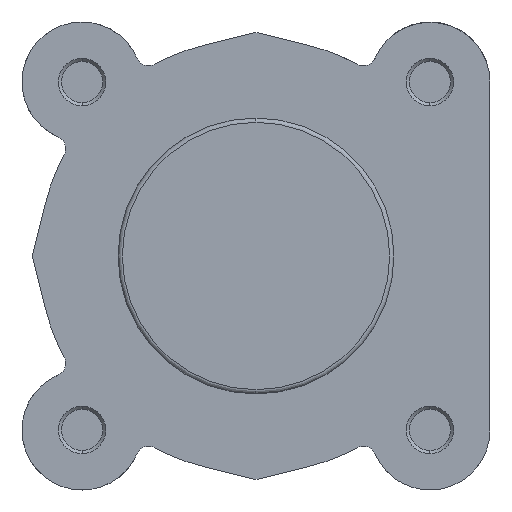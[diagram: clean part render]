
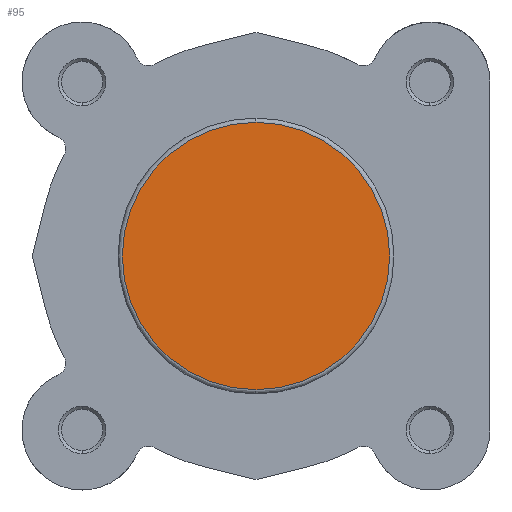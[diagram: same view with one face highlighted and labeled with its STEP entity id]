
A CAD part, left-side view. The second image highlights one B-rep face of the part: STEP entity #95.
In plain terms, the highlighted planar face has unit normal (-1, 0, 0).
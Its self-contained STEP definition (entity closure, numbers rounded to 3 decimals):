
#95 = ADVANCED_FACE ( 'NONE', ( #2663 ), #3661, .F. ) ;
#892 = CIRCLE ( 'NONE', #6295, 21.7 ) ;
#1079 = CIRCLE ( 'NONE', #7252, 21.7 ) ;
#2208 = EDGE_LOOP ( 'NONE', ( #2395, #2394 ) ) ;
#2394 = ORIENTED_EDGE ( 'NONE', *, *, #5623, .T. ) ;
#2395 = ORIENTED_EDGE ( 'NONE', *, *, #5749, .T. ) ;
#2663 = FACE_OUTER_BOUND ( 'NONE', #2208, .T. ) ;
#2958 = VERTEX_POINT ( 'NONE', #4104 ) ;
#2959 = VERTEX_POINT ( 'NONE', #4128 ) ;
#3660 = CARTESIAN_POINT ( 'NONE',  ( 0., 22.4, 0. ) ) ;
#3661 = PLANE ( 'NONE',  #5957 ) ;
#3663 = DIRECTION ( 'NONE',  ( 1., 0., 0. ) ) ;
#3664 = DIRECTION ( 'NONE',  ( 0., 0., -1. ) ) ;
#4104 = CARTESIAN_POINT ( 'NONE',  ( 0., 0., 21.7 ) ) ;
#4128 = CARTESIAN_POINT ( 'NONE',  ( 0., 0., -21.7 ) ) ;
#5623 = EDGE_CURVE ( 'NONE', #2958, #2959, #892, .T. ) ;
#5749 = EDGE_CURVE ( 'NONE', #2959, #2958, #1079, .T. ) ;
#5957 = AXIS2_PLACEMENT_3D ( 'NONE', #3660, #3663, #3664 ) ;
#6295 = AXIS2_PLACEMENT_3D ( 'NONE', #6476, #6482, #6483 ) ;
#6476 = CARTESIAN_POINT ( 'NONE',  ( 0., 0., 0. ) ) ;
#6482 = DIRECTION ( 'NONE',  ( -1., 0., 0. ) ) ;
#6483 = DIRECTION ( 'NONE',  ( 0., 0., -1. ) ) ;
#6805 = CARTESIAN_POINT ( 'NONE',  ( 0., 0., 0. ) ) ;
#6812 = DIRECTION ( 'NONE',  ( -1., 0., 0. ) ) ;
#6813 = DIRECTION ( 'NONE',  ( 0., 0., -1. ) ) ;
#7252 = AXIS2_PLACEMENT_3D ( 'NONE', #6805, #6812, #6813 ) ;
